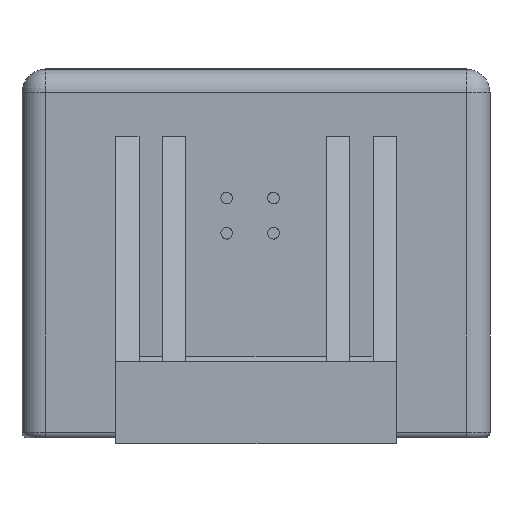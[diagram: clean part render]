
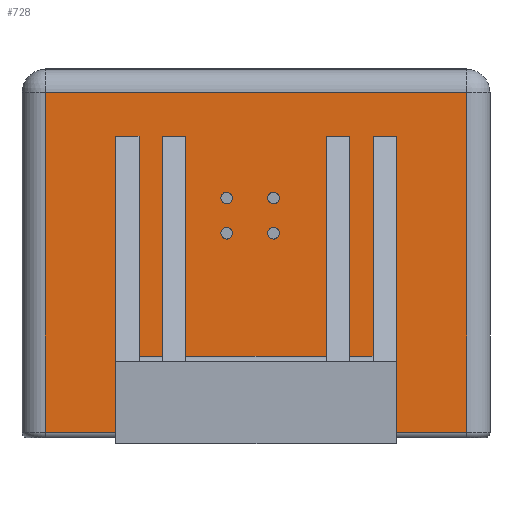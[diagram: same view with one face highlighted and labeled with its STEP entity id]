
A CAD part, left-side view. The second image highlights one B-rep face of the part: STEP entity #728.
In plain terms, the highlighted planar face has unit normal (-1, 0, 0).
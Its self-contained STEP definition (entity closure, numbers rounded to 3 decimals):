
#728=ADVANCED_FACE('',(#2436,#2438,#2440,#2442,#2444,#2446),#2448,.T.);
#2436=FACE_BOUND('',#2437,.T.);
#2437=EDGE_LOOP('',(#3517,#3518,#3519,#3520));
#2438=FACE_BOUND('',#2439,.T.);
#2439=EDGE_LOOP('',(#3521,#3522));
#2440=FACE_BOUND('',#2441,.T.);
#2441=EDGE_LOOP('',(#3523,#3524));
#2442=FACE_BOUND('',#2443,.T.);
#2443=EDGE_LOOP('',(#3525,#3526));
#2444=FACE_BOUND('',#2445,.T.);
#2445=EDGE_LOOP('',(#3527,#3528));
#2446=FACE_BOUND('',#2447,.T.);
#2447=EDGE_LOOP('',(#3529,#3530,#3531,#3532,#3533,#3534,#3535,#3536,#3537,#3538,
#3539,#3540,#3541,#3542,#3543,#3544));
#2448=PLANE('',#2449);
#2449=AXIS2_PLACEMENT_3D('',#2450,#2451,#2452);
#2450=CARTESIAN_POINT('',(163.,20.,32.));
#2451=DIRECTION('',(-1.,0.,0.));
#2452=DIRECTION('',(0.,0.,1.));
#3517=ORIENTED_EDGE('',*,*,#4195,.T.);
#3518=ORIENTED_EDGE('',*,*,#4196,.T.);
#3519=ORIENTED_EDGE('',*,*,#4147,.T.);
#3520=ORIENTED_EDGE('',*,*,#4197,.T.);
#3521=ORIENTED_EDGE('',*,*,#4198,.F.);
#3522=ORIENTED_EDGE('',*,*,#4199,.F.);
#3523=ORIENTED_EDGE('',*,*,#4200,.F.);
#3524=ORIENTED_EDGE('',*,*,#4201,.F.);
#3525=ORIENTED_EDGE('',*,*,#4202,.F.);
#3526=ORIENTED_EDGE('',*,*,#4203,.F.);
#3527=ORIENTED_EDGE('',*,*,#4204,.F.);
#3528=ORIENTED_EDGE('',*,*,#4205,.F.);
#3529=ORIENTED_EDGE('',*,*,#4206,.F.);
#3530=ORIENTED_EDGE('',*,*,#4207,.T.);
#3531=ORIENTED_EDGE('',*,*,#4208,.F.);
#3532=ORIENTED_EDGE('',*,*,#4209,.F.);
#3533=ORIENTED_EDGE('',*,*,#4210,.F.);
#3534=ORIENTED_EDGE('',*,*,#4211,.T.);
#3535=ORIENTED_EDGE('',*,*,#4212,.T.);
#3536=ORIENTED_EDGE('',*,*,#4213,.F.);
#3537=ORIENTED_EDGE('',*,*,#4214,.T.);
#3538=ORIENTED_EDGE('',*,*,#4215,.T.);
#3539=ORIENTED_EDGE('',*,*,#4216,.T.);
#3540=ORIENTED_EDGE('',*,*,#4217,.T.);
#3541=ORIENTED_EDGE('',*,*,#4218,.F.);
#3542=ORIENTED_EDGE('',*,*,#4219,.T.);
#3543=ORIENTED_EDGE('',*,*,#4220,.T.);
#3544=ORIENTED_EDGE('',*,*,#4221,.T.);
#4147=EDGE_CURVE('',#4596,#4594,#4597,.T.);
#4195=EDGE_CURVE('',#4679,#4680,#4681,.T.);
#4196=EDGE_CURVE('',#4680,#4596,#4682,.T.);
#4197=EDGE_CURVE('',#4594,#4679,#4683,.T.);
#4198=EDGE_CURVE('',#4684,#4685,#4686,.T.);
#4199=EDGE_CURVE('',#4685,#4684,#4687,.T.);
#4200=EDGE_CURVE('',#4688,#4689,#4690,.T.);
#4201=EDGE_CURVE('',#4689,#4688,#4691,.T.);
#4202=EDGE_CURVE('',#4692,#4693,#4694,.T.);
#4203=EDGE_CURVE('',#4693,#4692,#4695,.T.);
#4204=EDGE_CURVE('',#4696,#4697,#4698,.T.);
#4205=EDGE_CURVE('',#4697,#4696,#4699,.T.);
#4206=EDGE_CURVE('',#4700,#4701,#4702,.T.);
#4207=EDGE_CURVE('',#4700,#4703,#4704,.T.);
#4208=EDGE_CURVE('',#4705,#4703,#4706,.T.);
#4209=EDGE_CURVE('',#4707,#4705,#4708,.T.);
#4210=EDGE_CURVE('',#4709,#4707,#4710,.T.);
#4211=EDGE_CURVE('',#4709,#4711,#4712,.T.);
#4212=EDGE_CURVE('',#4711,#4713,#4714,.T.);
#4213=EDGE_CURVE('',#4715,#4713,#4716,.T.);
#4214=EDGE_CURVE('',#4715,#4717,#4718,.T.);
#4215=EDGE_CURVE('',#4717,#4719,#4720,.T.);
#4216=EDGE_CURVE('',#4719,#4721,#4722,.T.);
#4217=EDGE_CURVE('',#4721,#4723,#4724,.T.);
#4218=EDGE_CURVE('',#4725,#4723,#4726,.T.);
#4219=EDGE_CURVE('',#4725,#4727,#4728,.T.);
#4220=EDGE_CURVE('',#4727,#4729,#4730,.T.);
#4221=EDGE_CURVE('',#4729,#4701,#4731,.T.);
#4594=VERTEX_POINT('',#5458);
#4596=VERTEX_POINT('',#5463);
#4597=LINE('',#5464,#5465);
#4679=VERTEX_POINT('',#5657);
#4680=VERTEX_POINT('',#5658);
#4681=LINE('',#5659,#5660);
#4682=LINE('',#5662,#5663);
#4683=LINE('',#5665,#5666);
#4684=VERTEX_POINT('',#5668);
#4685=VERTEX_POINT('',#5669);
#4686=CIRCLE('',#5670,0.5);
#4687=CIRCLE('',#5674,0.5);
#4688=VERTEX_POINT('',#5678);
#4689=VERTEX_POINT('',#5679);
#4690=CIRCLE('',#5680,0.5);
#4691=CIRCLE('',#5684,0.5);
#4692=VERTEX_POINT('',#5688);
#4693=VERTEX_POINT('',#5689);
#4694=CIRCLE('',#5690,0.5);
#4695=CIRCLE('',#5694,0.5);
#4696=VERTEX_POINT('',#5698);
#4697=VERTEX_POINT('',#5699);
#4698=CIRCLE('',#5700,0.5);
#4699=CIRCLE('',#5704,0.5);
#4700=VERTEX_POINT('',#5708);
#4701=VERTEX_POINT('',#5709);
#4702=LINE('',#5710,#5711);
#4703=VERTEX_POINT('',#5713);
#4704=LINE('',#5714,#5715);
#4705=VERTEX_POINT('',#5717);
#4706=LINE('',#5718,#5719);
#4707=VERTEX_POINT('',#5721);
#4708=LINE('',#5722,#5723);
#4709=VERTEX_POINT('',#5725);
#4710=LINE('',#5726,#5727);
#4711=VERTEX_POINT('',#5729);
#4712=LINE('',#5730,#5731);
#4713=VERTEX_POINT('',#5733);
#4714=LINE('',#5734,#5735);
#4715=VERTEX_POINT('',#5737);
#4716=LINE('',#5738,#5739);
#4717=VERTEX_POINT('',#5741);
#4718=LINE('',#5742,#5743);
#4719=VERTEX_POINT('',#5745);
#4720=LINE('',#5746,#5747);
#4721=VERTEX_POINT('',#5749);
#4722=LINE('',#5750,#5751);
#4723=VERTEX_POINT('',#5753);
#4724=LINE('',#5754,#5755);
#4725=VERTEX_POINT('',#5757);
#4726=LINE('',#5758,#5759);
#4727=VERTEX_POINT('',#5761);
#4728=LINE('',#5762,#5763);
#4729=VERTEX_POINT('',#5765);
#4730=LINE('',#5766,#5767);
#4731=LINE('',#5769,#5770);
#5458=CARTESIAN_POINT('',(163.,38.,30.));
#5463=CARTESIAN_POINT('',(163.,2.,30.));
#5464=CARTESIAN_POINT('',(163.,2.,30.));
#5465=VECTOR('',#5466,1.);
#5466=DIRECTION('',(0.,1.,0.));
#5657=CARTESIAN_POINT('',(163.,38.,1.));
#5658=CARTESIAN_POINT('',(163.,2.,1.));
#5659=CARTESIAN_POINT('',(163.,38.,1.));
#5660=VECTOR('',#5661,1.);
#5661=DIRECTION('',(0.,-1.,0.));
#5662=CARTESIAN_POINT('',(163.,2.,1.));
#5663=VECTOR('',#5664,1.);
#5664=DIRECTION('',(0.,0.,1.));
#5665=CARTESIAN_POINT('',(163.,38.,30.));
#5666=VECTOR('',#5667,1.);
#5667=DIRECTION('',(0.,0.,-1.));
#5668=CARTESIAN_POINT('',(163.,22.146,20.646));
#5669=CARTESIAN_POINT('',(163.,22.,21.));
#5670=AXIS2_PLACEMENT_3D('',#5671,#5672,#5673);
#5671=CARTESIAN_POINT('',(163.,22.5,21.));
#5672=DIRECTION('',(-1.,0.,0.));
#5673=DIRECTION('',(0.,-0.707,-0.707));
#5674=AXIS2_PLACEMENT_3D('',#5675,#5676,#5677);
#5675=CARTESIAN_POINT('',(163.,22.5,21.));
#5676=DIRECTION('',(-1.,0.,0.));
#5677=DIRECTION('',(0.,-1.,0.));
#5678=CARTESIAN_POINT('',(163.,22.146,17.646));
#5679=CARTESIAN_POINT('',(163.,22.,18.));
#5680=AXIS2_PLACEMENT_3D('',#5681,#5682,#5683);
#5681=CARTESIAN_POINT('',(163.,22.5,18.));
#5682=DIRECTION('',(-1.,0.,0.));
#5683=DIRECTION('',(0.,-0.707,-0.707));
#5684=AXIS2_PLACEMENT_3D('',#5685,#5686,#5687);
#5685=CARTESIAN_POINT('',(163.,22.5,18.));
#5686=DIRECTION('',(-1.,0.,0.));
#5687=DIRECTION('',(0.,-1.,0.));
#5688=CARTESIAN_POINT('',(163.,18.146,20.646));
#5689=CARTESIAN_POINT('',(163.,18.,21.));
#5690=AXIS2_PLACEMENT_3D('',#5691,#5692,#5693);
#5691=CARTESIAN_POINT('',(163.,18.5,21.));
#5692=DIRECTION('',(-1.,0.,0.));
#5693=DIRECTION('',(0.,-0.707,-0.707));
#5694=AXIS2_PLACEMENT_3D('',#5695,#5696,#5697);
#5695=CARTESIAN_POINT('',(163.,18.5,21.));
#5696=DIRECTION('',(-1.,0.,0.));
#5697=DIRECTION('',(0.,-1.,0.));
#5698=CARTESIAN_POINT('',(163.,18.146,17.646));
#5699=CARTESIAN_POINT('',(163.,18.,18.));
#5700=AXIS2_PLACEMENT_3D('',#5701,#5702,#5703);
#5701=CARTESIAN_POINT('',(163.,18.5,18.));
#5702=DIRECTION('',(-1.,0.,0.));
#5703=DIRECTION('',(0.,-0.707,-0.707));
#5704=AXIS2_PLACEMENT_3D('',#5705,#5706,#5707);
#5705=CARTESIAN_POINT('',(163.,18.5,18.));
#5706=DIRECTION('',(-1.,0.,0.));
#5707=DIRECTION('',(0.,-1.,0.));
#5708=CARTESIAN_POINT('',(163.,8.,2.));
#5709=CARTESIAN_POINT('',(163.,8.,26.286));
#5710=CARTESIAN_POINT('',(163.,8.,2.));
#5711=VECTOR('',#5712,1.);
#5712=DIRECTION('',(0.,0.,1.));
#5713=CARTESIAN_POINT('',(163.,32.,2.));
#5714=CARTESIAN_POINT('',(163.,8.,2.));
#5715=VECTOR('',#5716,1.);
#5716=DIRECTION('',(0.,1.,0.));
#5717=CARTESIAN_POINT('',(163.,32.,26.286));
#5718=CARTESIAN_POINT('',(163.,32.,26.286));
#5719=VECTOR('',#5720,1.);
#5720=DIRECTION('',(0.,0.,-1.));
#5721=CARTESIAN_POINT('',(163.,30.,26.286));
#5722=CARTESIAN_POINT('',(163.,30.,26.286));
#5723=VECTOR('',#5724,1.);
#5724=DIRECTION('',(0.,1.,0.));
#5725=CARTESIAN_POINT('',(163.,30.,7.5));
#5726=CARTESIAN_POINT('',(163.,30.,7.5));
#5727=VECTOR('',#5728,1.);
#5728=DIRECTION('',(0.,0.,1.));
#5729=CARTESIAN_POINT('',(163.,28.,7.5));
#5730=CARTESIAN_POINT('',(163.,30.,7.5));
#5731=VECTOR('',#5732,1.);
#5732=DIRECTION('',(0.,-1.,0.));
#5733=CARTESIAN_POINT('',(163.,28.,26.286));
#5734=CARTESIAN_POINT('',(163.,28.,7.5));
#5735=VECTOR('',#5736,1.);
#5736=DIRECTION('',(0.,0.,1.));
#5737=CARTESIAN_POINT('',(163.,26.,26.286));
#5738=CARTESIAN_POINT('',(163.,26.,26.286));
#5739=VECTOR('',#5740,1.);
#5740=DIRECTION('',(0.,1.,0.));
#5741=CARTESIAN_POINT('',(163.,26.,7.5));
#5742=CARTESIAN_POINT('',(163.,26.,26.286));
#5743=VECTOR('',#5744,1.);
#5744=DIRECTION('',(0.,0.,-1.));
#5745=CARTESIAN_POINT('',(163.,14.,7.5));
#5746=CARTESIAN_POINT('',(163.,26.,7.5));
#5747=VECTOR('',#5748,1.);
#5748=DIRECTION('',(0.,-1.,0.));
#5749=CARTESIAN_POINT('',(163.,14.,26.286));
#5750=CARTESIAN_POINT('',(163.,14.,7.5));
#5751=VECTOR('',#5752,1.);
#5752=DIRECTION('',(0.,0.,1.));
#5753=CARTESIAN_POINT('',(163.,12.,26.286));
#5754=CARTESIAN_POINT('',(163.,14.,26.286));
#5755=VECTOR('',#5756,1.);
#5756=DIRECTION('',(0.,-1.,0.));
#5757=CARTESIAN_POINT('',(163.,12.,7.5));
#5758=CARTESIAN_POINT('',(163.,12.,7.5));
#5759=VECTOR('',#5760,1.);
#5760=DIRECTION('',(0.,0.,1.));
#5761=CARTESIAN_POINT('',(163.,10.,7.5));
#5762=CARTESIAN_POINT('',(163.,12.,7.5));
#5763=VECTOR('',#5764,1.);
#5764=DIRECTION('',(0.,-1.,0.));
#5765=CARTESIAN_POINT('',(163.,10.,26.286));
#5766=CARTESIAN_POINT('',(163.,10.,7.5));
#5767=VECTOR('',#5768,1.);
#5768=DIRECTION('',(0.,0.,1.));
#5769=CARTESIAN_POINT('',(163.,10.,26.286));
#5770=VECTOR('',#5771,1.);
#5771=DIRECTION('',(0.,-1.,0.));
